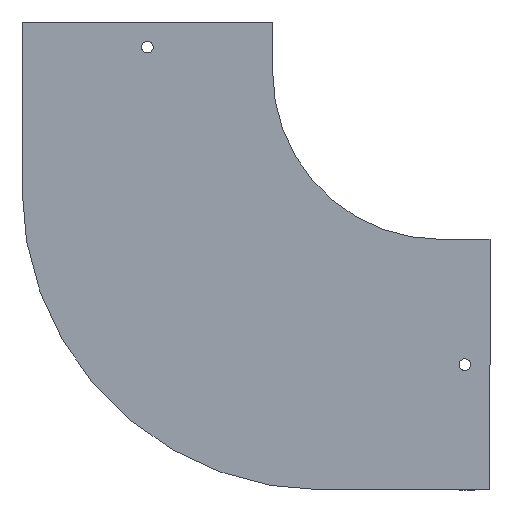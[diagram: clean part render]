
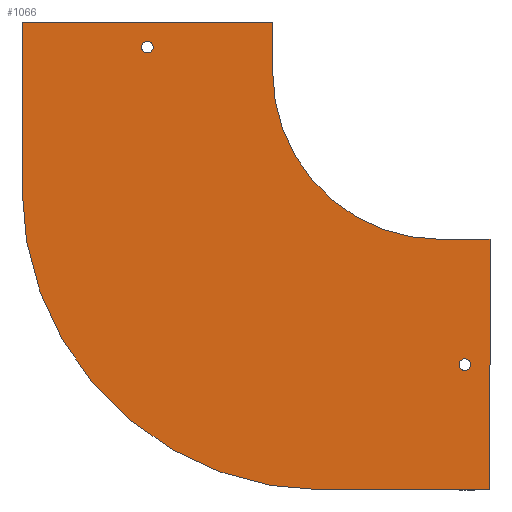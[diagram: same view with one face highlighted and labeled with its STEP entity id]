
A CAD part, front view. The second image highlights one B-rep face of the part: STEP entity #1066.
In plain terms, the highlighted planar face has unit normal (0, -1, 0).
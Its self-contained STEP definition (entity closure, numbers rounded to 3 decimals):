
#29 = CARTESIAN_POINT ( 'NONE',  ( 0., 0., -18.5 ) ) ;
#32 = CARTESIAN_POINT ( 'NONE',  ( 190., 0., -208.5 ) ) ;
#41 = CARTESIAN_POINT ( 'NONE',  ( 105., 0., -280. ) ) ;
#44 = CARTESIAN_POINT ( 'NONE',  ( 205., 0., -280. ) ) ;
#174 = VERTEX_POINT ( 'NONE', #29 ) ;
#175 = VERTEX_POINT ( 'NONE', #32 ) ;
#186 = CARTESIAN_POINT ( 'NONE',  ( 0., 0., -15. ) ) ;
#192 = DIRECTION ( 'NONE',  ( 0., -1., 0. ) ) ;
#194 = DIRECTION ( 'NONE',  ( 0., 0., -1. ) ) ;
#195 = DIRECTION ( 'NONE',  ( 0., -1., 0. ) ) ;
#196 = DIRECTION ( 'NONE',  ( 0., 0., -1. ) ) ;
#204 = CARTESIAN_POINT ( 'NONE',  ( 190., 0., -205. ) ) ;
#206 = CARTESIAN_POINT ( 'NONE',  ( 175., 0., -30. ) ) ;
#208 = DIRECTION ( 'NONE',  ( 0., 0., -1. ) ) ;
#210 = DIRECTION ( 'NONE',  ( 0., -1., 0. ) ) ;
#254 = CIRCLE ( 'NONE', #589, 100. ) ;
#256 = CIRCLE ( 'NONE', #588, 3.5 ) ;
#258 = CIRCLE ( 'NONE', #587, 3.5 ) ;
#272 = CIRCLE ( 'NONE', #582, 180. ) ;
#273 = LINE ( 'NONE', #850, #277 ) ;
#277 = VECTOR ( 'NONE', #825, 1000. ) ;
#352 = LINE ( 'NONE', #892, #355 ) ;
#355 = VECTOR ( 'NONE', #879, 1000. ) ;
#359 = LINE ( 'NONE', #905, #361 ) ;
#361 = VECTOR ( 'NONE', #875, 1000. ) ;
#376 = LINE ( 'NONE', #775, #378 ) ;
#378 = VECTOR ( 'NONE', #773, 1000. ) ;
#379 = FACE_BOUND ( 'NONE', #1141, .T. ) ;
#383 = FACE_OUTER_BOUND ( 'NONE', #1150, .T. ) ;
#384 = FACE_BOUND ( 'NONE', #1160, .T. ) ;
#439 = LINE ( 'NONE', #849, #443 ) ;
#443 = VECTOR ( 'NONE', #852, 1000. ) ;
#446 = LINE ( 'NONE', #833, #449 ) ;
#449 = VECTOR ( 'NONE', #831, 1000. ) ;
#518 = ORIENTED_EDGE ( 'NONE', *, *, #600, .F. ) ;
#525 = ORIENTED_EDGE ( 'NONE', *, *, #705, .F. ) ;
#526 = ORIENTED_EDGE ( 'NONE', *, *, #701, .F. ) ;
#527 = ORIENTED_EDGE ( 'NONE', *, *, #715, .F. ) ;
#531 = ORIENTED_EDGE ( 'NONE', *, *, #613, .F. ) ;
#532 = ORIENTED_EDGE ( 'NONE', *, *, #647, .F. ) ;
#533 = ORIENTED_EDGE ( 'NONE', *, *, #603, .F. ) ;
#534 = ORIENTED_EDGE ( 'NONE', *, *, #597, .F. ) ;
#545 = ORIENTED_EDGE ( 'NONE', *, *, #614, .F. ) ;
#546 = ORIENTED_EDGE ( 'NONE', *, *, #650, .F. ) ;
#582 = AXIS2_PLACEMENT_3D ( 'NONE', #861, #860, #863 ) ;
#587 = AXIS2_PLACEMENT_3D ( 'NONE', #186, #210, #208 ) ;
#588 = AXIS2_PLACEMENT_3D ( 'NONE', #204, #192, #196 ) ;
#589 = AXIS2_PLACEMENT_3D ( 'NONE', #206, #195, #194 ) ;
#597 = EDGE_CURVE ( 'NONE', #970, #976, #254, .T. ) ;
#600 = EDGE_CURVE ( 'NONE', #175, #175, #256, .T. ) ;
#602 = AXIS2_PLACEMENT_3D ( 'NONE', #720, #723, #717 ) ;
#603 = EDGE_CURVE ( 'NONE', #174, #174, #258, .T. ) ;
#613 = EDGE_CURVE ( 'NONE', #1195, #977, #272, .T. ) ;
#614 = EDGE_CURVE ( 'NONE', #1192, #1195, #273, .T. ) ;
#647 = EDGE_CURVE ( 'NONE', #961, #1192, #439, .T. ) ;
#650 = EDGE_CURVE ( 'NONE', #957, #970, #446, .T. ) ;
#701 = EDGE_CURVE ( 'NONE', #956, #957, #352, .T. ) ;
#705 = EDGE_CURVE ( 'NONE', #976, #961, #359, .T. ) ;
#715 = EDGE_CURVE ( 'NONE', #977, #956, #376, .T. ) ;
#717 = DIRECTION ( 'NONE',  ( 0., 0., 1. ) ) ;
#718 = PLANE ( 'NONE',  #602 ) ;
#720 = CARTESIAN_POINT ( 'NONE',  ( 105., 0., -100. ) ) ;
#723 = DIRECTION ( 'NONE',  ( 0., 1., 0. ) ) ;
#726 = CARTESIAN_POINT ( 'NONE',  ( -75., 0., -100. ) ) ;
#727 = CARTESIAN_POINT ( 'NONE',  ( 175., 0., -130. ) ) ;
#736 = CARTESIAN_POINT ( 'NONE',  ( 75., 0., -30. ) ) ;
#747 = CARTESIAN_POINT ( 'NONE',  ( 205., 0., -130. ) ) ;
#752 = CARTESIAN_POINT ( 'NONE',  ( 75., 0., 0. ) ) ;
#769 = CARTESIAN_POINT ( 'NONE',  ( -75., 0., 0. ) ) ;
#773 = DIRECTION ( 'NONE',  ( 0., 0., 1. ) ) ;
#775 = CARTESIAN_POINT ( 'NONE',  ( -75., 0., 0. ) ) ;
#825 = DIRECTION ( 'NONE',  ( -1., 0., 0. ) ) ;
#831 = DIRECTION ( 'NONE',  ( 0., 0., -1. ) ) ;
#833 = CARTESIAN_POINT ( 'NONE',  ( 75., 0., 0. ) ) ;
#849 = CARTESIAN_POINT ( 'NONE',  ( 205., 0., -280. ) ) ;
#850 = CARTESIAN_POINT ( 'NONE',  ( 105., 0., -280. ) ) ;
#852 = DIRECTION ( 'NONE',  ( 0., 0., -1. ) ) ;
#860 = DIRECTION ( 'NONE',  ( 0., 1., 0. ) ) ;
#861 = CARTESIAN_POINT ( 'NONE',  ( 105., 0., -100. ) ) ;
#863 = DIRECTION ( 'NONE',  ( 0., 0., 1. ) ) ;
#875 = DIRECTION ( 'NONE',  ( 1., 0., 0. ) ) ;
#879 = DIRECTION ( 'NONE',  ( 1., 0., 0. ) ) ;
#892 = CARTESIAN_POINT ( 'NONE',  ( -75., 0., 0. ) ) ;
#905 = CARTESIAN_POINT ( 'NONE',  ( 205., 0., -130. ) ) ;
#956 = VERTEX_POINT ( 'NONE', #769 ) ;
#957 = VERTEX_POINT ( 'NONE', #752 ) ;
#961 = VERTEX_POINT ( 'NONE', #747 ) ;
#970 = VERTEX_POINT ( 'NONE', #736 ) ;
#976 = VERTEX_POINT ( 'NONE', #727 ) ;
#977 = VERTEX_POINT ( 'NONE', #726 ) ;
#1066 = ADVANCED_FACE ( 'NONE', ( #384, #379, #383 ), #718, .F. ) ;
#1141 = EDGE_LOOP ( 'NONE', ( #533 ) ) ;
#1150 = EDGE_LOOP ( 'NONE', ( #545, #532, #525, #534, #546, #526, #527, #531 ) ) ;
#1160 = EDGE_LOOP ( 'NONE', ( #518 ) ) ;
#1192 = VERTEX_POINT ( 'NONE', #44 ) ;
#1195 = VERTEX_POINT ( 'NONE', #41 ) ;
